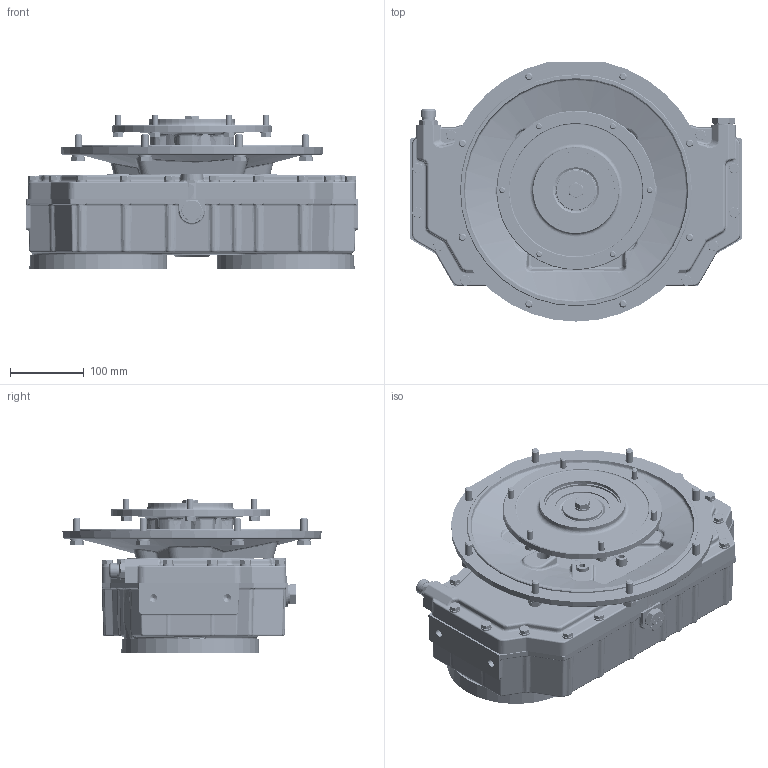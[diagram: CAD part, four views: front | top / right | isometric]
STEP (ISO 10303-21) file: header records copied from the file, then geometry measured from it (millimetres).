
FILE_DESCRIPTION (( 'STEP AP214' ), '1' );
FILE_NAME ('1029013P.STEP', '2018-06-01T09:00:51', ( 'utente' ), ( 'Hewlett-Packard Company' ), 'SwSTEP 2.0', 'SolidWorks 2015', '' );
FILE_SCHEMA (( 'AUTOMOTIVE_DESIGN' ));
Length unit declared in the file: millimetre
Products named in the file (8): 1029013P; IT1041103_rev00-installation; IT1041031_rev00-installation; IT1071061-installation; IT2021180_rev06-installation; ITam216-002_rev00-installation; ITam216-001_rev01-installation; ITB00110000_rev01-installation
Assembly tree (8 placements, depth 2):
  1029013P
    ITB00110000_rev01-installation
    ITam216-001_rev01-installation
    ITam216-002_rev00-installation
    IT2021180_rev06-installation  x2
    IT1071061-installation
    IT1041031_rev00-installation
    IT1041103_rev00-installation
Bounding box: 450 x 351.3 x 209.9 mm (x, y, z)
Volume: 3397889.5 mm3; surface area: 1692501.9 mm2
Topology: 71 solids, 147 shells, 4823 faces, 11593 edges, 7368 vertices
Faces by surface type: plane 2232, cylinder 1079, bspline 974, cone 316, torus 214, sphere 8
Full cylindrical faces by diameter (mm): 2 x2, 2.5 x2, 5 x1, 8 x55, 8.4 x6, 8.8 x28, 9 x25, 10 x66, 10.5 x8, 11 x25, 12 x32, 12.2 x25, 12.5 x1, 13 x2, 14 x16, 15 x6, 16 x15, 16.2 x8, 17 x10, 17.2 x1, 18 x8, 18.5 x3, 19 x3, 19.3 x1, 20 x5, 20.5 x2, 21.3 x1, 23.7 x1, 25 x1, 26 x2
Entity records: 223049 total; most frequent: CARTESIAN_POINT 75165, ORIENTED_EDGE 19854, DIRECTION 17577, EDGE_CURVE 9932, VERTEX_POINT 6725, AXIS2_PLACEMENT_3D 6379, EDGE_LOOP 5931, FACE_OUTER_BOUND 5175
